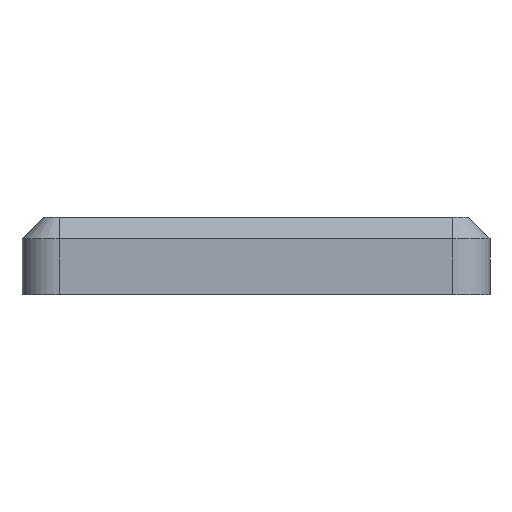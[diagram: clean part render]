
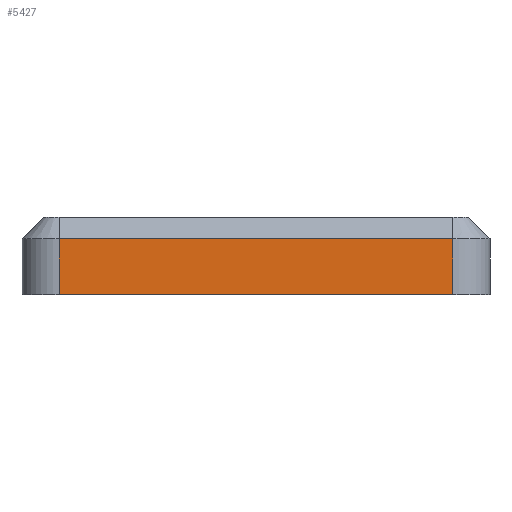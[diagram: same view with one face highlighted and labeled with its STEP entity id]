
A CAD part, left-side view. The second image highlights one B-rep face of the part: STEP entity #5427.
In plain terms, the highlighted planar face has unit normal (-1, 0, 0).
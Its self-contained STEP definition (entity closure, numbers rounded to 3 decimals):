
#756=FACE_OUTER_BOUND('',#1093,.T.);
#1093=EDGE_LOOP('',(#4818,#4819,#4820,#4821));
#1167=LINE('',#6872,#1663);
#1571=LINE('',#9639,#2067);
#1572=LINE('',#9643,#2068);
#1573=LINE('',#9645,#2069);
#1663=VECTOR('',#5831,10.);
#2067=VECTOR('',#6617,10.);
#2068=VECTOR('',#6624,10.);
#2069=VECTOR('',#6627,10.);
#2154=VERTEX_POINT('',#6869);
#2155=VERTEX_POINT('',#6871);
#2606=VERTEX_POINT('',#9633);
#2607=VERTEX_POINT('',#9637);
#2686=EDGE_CURVE('',#2154,#2155,#1167,.T.);
#3358=EDGE_CURVE('',#2607,#2606,#1571,.T.);
#3360=EDGE_CURVE('',#2606,#2154,#1572,.T.);
#3361=EDGE_CURVE('',#2155,#2607,#1573,.T.);
#4818=ORIENTED_EDGE('',*,*,#3358,.F.);
#4819=ORIENTED_EDGE('',*,*,#3361,.F.);
#4820=ORIENTED_EDGE('',*,*,#2686,.F.);
#4821=ORIENTED_EDGE('',*,*,#3360,.F.);
#5142=PLANE('',#5702);
#5427=ADVANCED_FACE('',(#756),#5142,.T.);
#5702=AXIS2_PLACEMENT_3D('',#9644,#6625,#6626);
#5831=DIRECTION('',(0.,1.,0.));
#6617=DIRECTION('',(0.,-1.,0.));
#6624=DIRECTION('',(0.,0.,-1.));
#6625=DIRECTION('center_axis',(-1.,0.,0.));
#6626=DIRECTION('ref_axis',(0.,-1.,0.));
#6627=DIRECTION('',(0.,0.,1.));
#6869=CARTESIAN_POINT('',(-111.5,-74.,-15.));
#6871=CARTESIAN_POINT('',(-111.5,74.,-15.));
#6872=CARTESIAN_POINT('',(-111.5,-74.,-15.));
#9633=CARTESIAN_POINT('',(-111.5,-74.,6.02));
#9637=CARTESIAN_POINT('',(-111.5,74.,6.02));
#9639=CARTESIAN_POINT('',(-111.5,37.,6.02));
#9643=CARTESIAN_POINT('',(-111.5,-74.,0.));
#9644=CARTESIAN_POINT('Origin',(-111.5,74.,0.));
#9645=CARTESIAN_POINT('',(-111.5,74.,0.));
